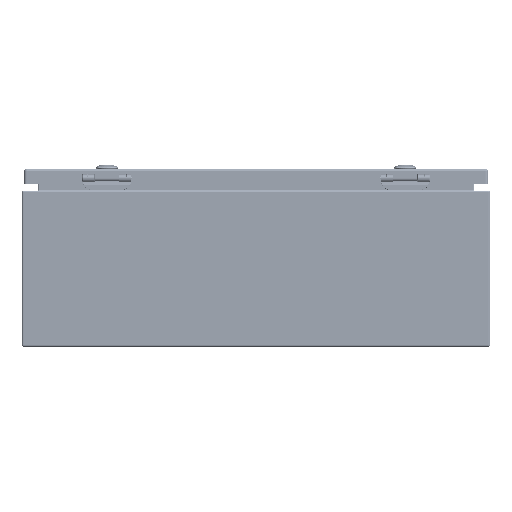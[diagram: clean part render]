
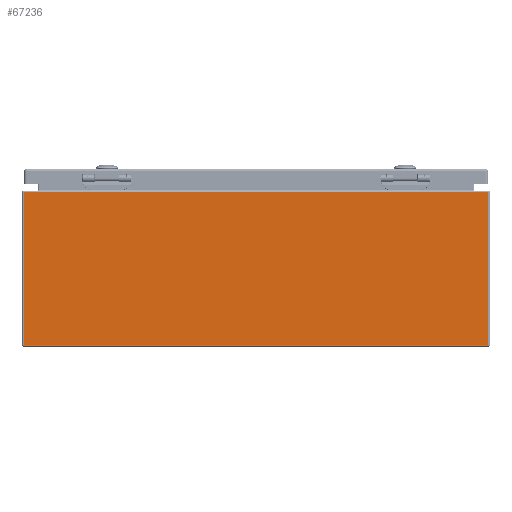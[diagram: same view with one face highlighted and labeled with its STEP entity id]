
A CAD part, left-side view. The second image highlights one B-rep face of the part: STEP entity #67236.
In plain terms, the highlighted planar face has unit normal (-1, 0, 0).
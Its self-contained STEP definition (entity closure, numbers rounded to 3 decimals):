
#6824=LINE('',#94499,#10960);
#6825=LINE('',#94506,#10961);
#6826=LINE('',#94508,#10962);
#6827=LINE('',#94509,#10963);
#10960=VECTOR('',#78307,0.394);
#10961=VECTOR('',#78316,0.394);
#10962=VECTOR('',#78317,0.394);
#10963=VECTOR('',#78318,0.394);
#16173=FACE_OUTER_BOUND('',#20333,.T.);
#20333=EDGE_LOOP('',(#44703,#44704,#44705,#44706));
#27302=VERTEX_POINT('',#94488);
#27305=VERTEX_POINT('',#94495);
#27308=VERTEX_POINT('',#94505);
#27309=VERTEX_POINT('',#94507);
#33999=EDGE_CURVE('',#27302,#27305,#6824,.T.);
#34002=EDGE_CURVE('',#27308,#27302,#6825,.T.);
#34003=EDGE_CURVE('',#27309,#27308,#6826,.T.);
#34004=EDGE_CURVE('',#27309,#27305,#6827,.T.);
#44703=ORIENTED_EDGE('',*,*,#33999,.F.);
#44704=ORIENTED_EDGE('',*,*,#34002,.F.);
#44705=ORIENTED_EDGE('',*,*,#34003,.F.);
#44706=ORIENTED_EDGE('',*,*,#34004,.T.);
#65769=PLANE('',#72253);
#67236=ADVANCED_FACE('',(#16173),#65769,.F.);
#72253=AXIS2_PLACEMENT_3D('',#94504,#78314,#78315);
#78307=DIRECTION('',(0.,0.,-1.));
#78314=DIRECTION('center_axis',(1.,0.,0.));
#78315=DIRECTION('ref_axis',(0.,0.,-1.));
#78316=DIRECTION('',(0.,-1.,0.));
#78317=DIRECTION('',(0.,0.,1.));
#78318=DIRECTION('',(0.,-1.,0.));
#94488=CARTESIAN_POINT('',(-12.,-11.916,7.916));
#94495=CARTESIAN_POINT('',(-12.,-11.916,0.084));
#94499=CARTESIAN_POINT('',(-12.,-11.916,7.916));
#94504=CARTESIAN_POINT('Origin',(-12.,-11.078,7.916));
#94505=CARTESIAN_POINT('',(-12.,11.916,7.916));
#94506=CARTESIAN_POINT('',(-12.,11.078,7.916));
#94507=CARTESIAN_POINT('',(-12.,11.916,0.084));
#94508=CARTESIAN_POINT('',(-12.,11.916,7.916));
#94509=CARTESIAN_POINT('',(-12.,0.,0.084));
